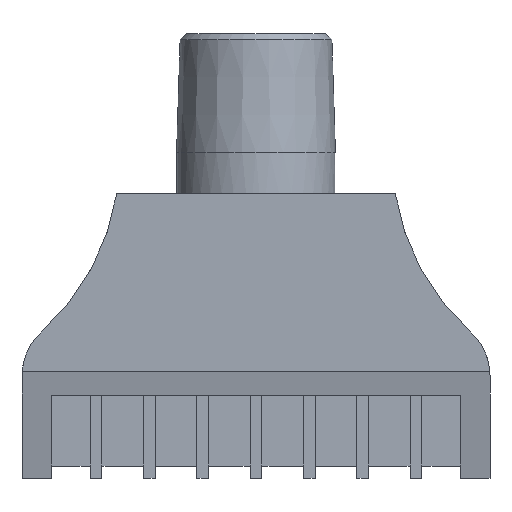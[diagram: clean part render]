
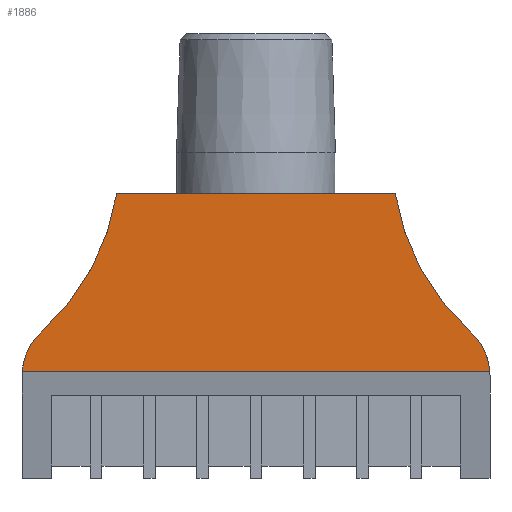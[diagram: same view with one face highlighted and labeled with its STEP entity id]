
A CAD part, front view. The second image highlights one B-rep face of the part: STEP entity #1886.
In plain terms, the highlighted planar face has unit normal (0, -1, 0).
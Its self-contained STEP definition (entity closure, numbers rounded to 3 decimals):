
#57=CIRCLE('',#1988,5.);
#58=CIRCLE('',#1989,20.);
#59=CIRCLE('',#1990,20.);
#60=CIRCLE('',#1991,5.);
#240=ORIENTED_EDGE('',*,*,#771,.F.);
#241=ORIENTED_EDGE('',*,*,#772,.F.);
#242=ORIENTED_EDGE('',*,*,#773,.T.);
#243=ORIENTED_EDGE('',*,*,#632,.T.);
#244=ORIENTED_EDGE('',*,*,#774,.T.);
#245=ORIENTED_EDGE('',*,*,#767,.T.);
#246=ORIENTED_EDGE('',*,*,#775,.T.);
#247=ORIENTED_EDGE('',*,*,#776,.F.);
#632=EDGE_CURVE('',#909,#908,#1102,.T.);
#767=EDGE_CURVE('',#1022,#1023,#1217,.T.);
#771=EDGE_CURVE('',#1026,#1027,#1220,.T.);
#772=EDGE_CURVE('',#1028,#1026,#57,.T.);
#773=EDGE_CURVE('',#1028,#909,#58,.T.);
#774=EDGE_CURVE('',#908,#1022,#1221,.T.);
#775=EDGE_CURVE('',#1023,#1029,#59,.T.);
#776=EDGE_CURVE('',#1027,#1029,#60,.T.);
#908=VERTEX_POINT('',#2549);
#909=VERTEX_POINT('',#2551);
#1022=VERTEX_POINT('',#2908);
#1023=VERTEX_POINT('',#2909);
#1026=VERTEX_POINT('',#2917);
#1027=VERTEX_POINT('',#2918);
#1028=VERTEX_POINT('',#2920);
#1029=VERTEX_POINT('',#2924);
#1102=LINE('',#2550,#1333);
#1217=LINE('',#2907,#1448);
#1220=LINE('',#2916,#1451);
#1221=LINE('',#2922,#1452);
#1333=VECTOR('',#2079,1000.);
#1448=VECTOR('',#2256,1000.);
#1451=VECTOR('',#2263,1000.);
#1452=VECTOR('',#2268,1000.);
#1597=EDGE_LOOP('',(#240,#241,#242,#243,#244,#245,#246,#247));
#1702=FACE_BOUND('',#1597,.T.);
#1804=PLANE('',#1987);
#1886=ADVANCED_FACE('',(#1702),#1804,.F.);
#1987=AXIS2_PLACEMENT_3D('',#2915,#2261,#2262);
#1988=AXIS2_PLACEMENT_3D('',#2919,#2264,#2265);
#1989=AXIS2_PLACEMENT_3D('',#2921,#2266,#2267);
#1990=AXIS2_PLACEMENT_3D('',#2923,#2269,#2270);
#1991=AXIS2_PLACEMENT_3D('',#2925,#2271,#2272);
#2079=DIRECTION('',(-1.,0.,0.));
#2256=DIRECTION('',(-1.,0.,0.));
#2261=DIRECTION('',(0.,1.,0.));
#2262=DIRECTION('',(0.,0.,1.));
#2263=DIRECTION('',(-1.,0.,0.));
#2264=DIRECTION('',(0.,1.,0.));
#2265=DIRECTION('',(1.,0.,0.));
#2266=DIRECTION('',(0.,1.,0.));
#2267=DIRECTION('',(1.,0.,0.));
#2268=DIRECTION('',(-1.,0.,0.));
#2269=DIRECTION('',(0.,1.,0.));
#2270=DIRECTION('',(1.,0.,0.));
#2271=DIRECTION('',(0.,1.,0.));
#2272=DIRECTION('',(1.,0.,0.));
#2549=CARTESIAN_POINT('',(0.842,0.,0.));
#2550=CARTESIAN_POINT('',(19.75,0.,0.));
#2551=CARTESIAN_POINT('',(11.75,0.,0.));
#2907=CARTESIAN_POINT('',(19.75,0.,0.));
#2908=CARTESIAN_POINT('',(-0.842,0.,0.));
#2909=CARTESIAN_POINT('',(-11.75,0.,0.));
#2915=CARTESIAN_POINT('',(19.75,0.,0.));
#2916=CARTESIAN_POINT('',(19.75,0.,-15.));
#2917=CARTESIAN_POINT('',(19.736,0.,-15.));
#2918=CARTESIAN_POINT('',(-19.736,0.,-15.));
#2919=CARTESIAN_POINT('',(14.75,0.,-15.376));
#2920=CARTESIAN_POINT('',(18.099,0.,-11.663));
#2921=CARTESIAN_POINT('',(31.494,0.,3.189));
#2922=CARTESIAN_POINT('',(19.75,0.,0.));
#2923=CARTESIAN_POINT('',(-31.494,0.,3.189));
#2924=CARTESIAN_POINT('',(-18.099,0.,-11.663));
#2925=CARTESIAN_POINT('',(-14.75,0.,-15.376));
